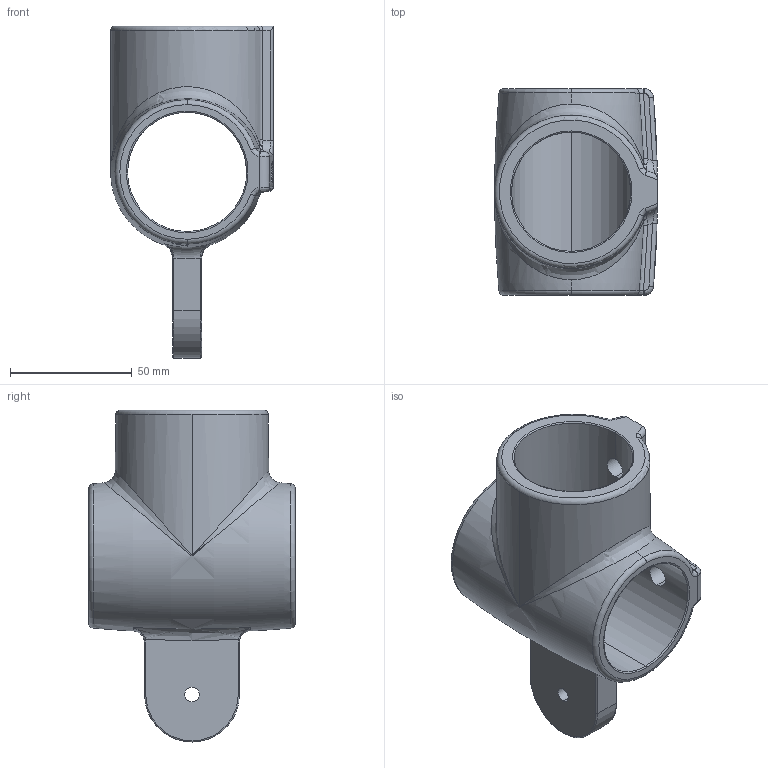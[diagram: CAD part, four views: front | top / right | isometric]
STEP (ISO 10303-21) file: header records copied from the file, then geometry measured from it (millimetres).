
FILE_DESCRIPTION (( 'STEP AP203' ), '1' );
FILE_NAME ('T194023.STEP', '2018-07-11T14:42:33', ( '' ), ( '' ), 'SwSTEP 2.0', 'SolidWorks 2016', '' );
FILE_SCHEMA (( 'CONFIG_CONTROL_DESIGN' ));
Length unit declared in the file: millimetre
Products named in the file (1): T194023
Bounding box: 67 x 85 x 136.5 mm (x, y, z)
Volume: 150745.9 mm3; surface area: 45914.6 mm2
Topology: 1 solids, 1 shells, 107 faces, 264 edges, 147 vertices
Faces by surface type: bspline 36, cylinder 35, torus 24, plane 12
Entity records: 5371 total; most frequent: CARTESIAN_POINT 3089, ORIENTED_EDGE 508, DIRECTION 414, EDGE_CURVE 254, AXIS2_PLACEMENT_3D 180, VERTEX_POINT 147, EDGE_LOOP 117, CIRCLE 108
